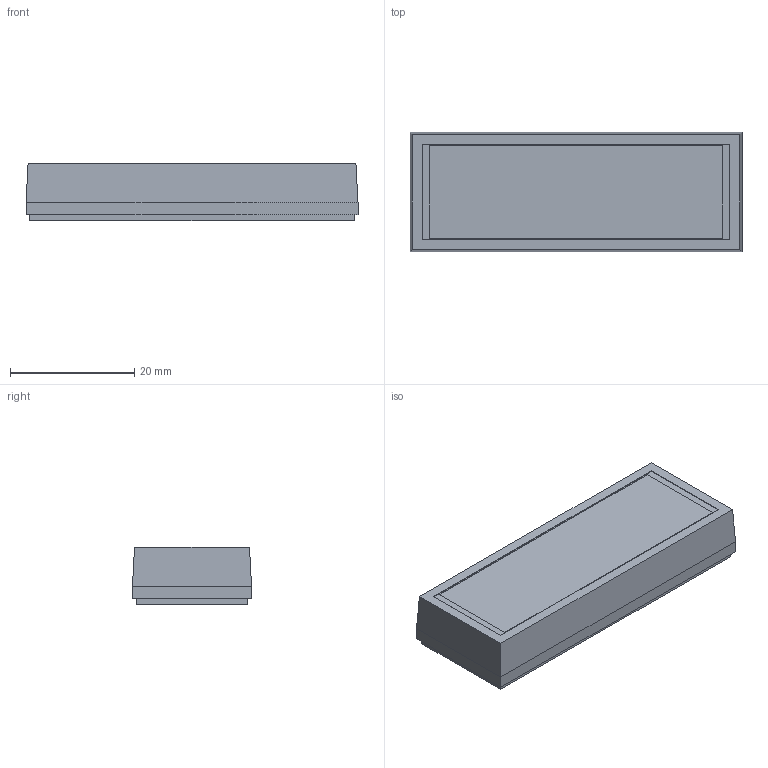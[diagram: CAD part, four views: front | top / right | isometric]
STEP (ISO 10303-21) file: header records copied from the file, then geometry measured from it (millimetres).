
FILE_DESCRIPTION (( 'STEP AP203' ), '1' );
FILE_NAME ('E531-50.STEP', '2016-08-08T13:16:01', ( '' ), ( '' ), 'SwSTEP 2.0', 'SolidWorks 2016', '' );
FILE_SCHEMA (( 'CONFIG_CONTROL_DESIGN' ));
Length unit declared in the file: millimetre
Products named in the file (1): E531-50
Bounding box: 53.4 x 19.15 x 9.3 mm (x, y, z)
Volume: 9198.8 mm3; surface area: 7267.5 mm2
Topology: 3 solids, 3 shells, 28 faces, 60 edges, 40 vertices
Faces by surface type: plane 28
Entity records: 817 total; most frequent: CARTESIAN_POINT 129, ORIENTED_EDGE 120, DIRECTION 118, LINE 60, EDGE_CURVE 60, VECTOR 60, VERTEX_POINT 40, EDGE_LOOP 30
